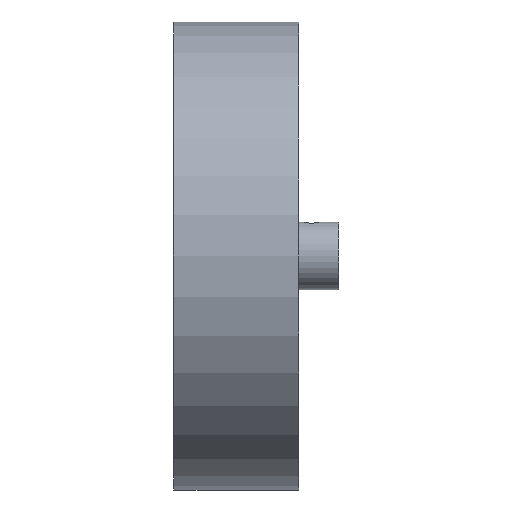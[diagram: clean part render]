
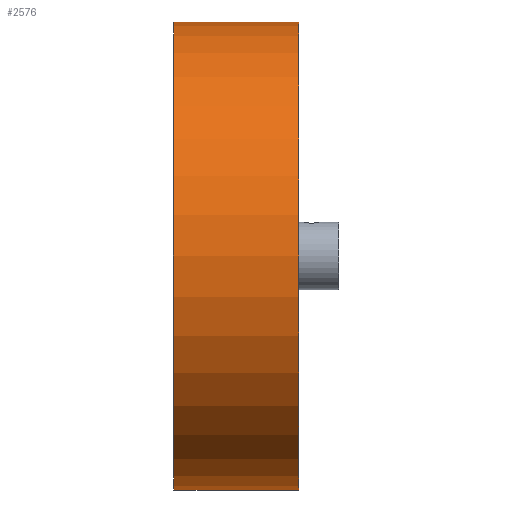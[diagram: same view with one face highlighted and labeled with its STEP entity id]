
A CAD part, left-side view. The second image highlights one B-rep face of the part: STEP entity #2576.
In plain terms, the highlighted cylindrical face has radius 90 mm (diameter 180 mm), a partial arc.
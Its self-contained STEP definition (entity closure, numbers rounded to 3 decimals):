
#379 = EDGE_LOOP ( 'NONE', ( #1008, #2674, #506, #413 ) ) ;
#413 = ORIENTED_EDGE ( 'NONE', *, *, #879, .T. ) ;
#506 = ORIENTED_EDGE ( 'NONE', *, *, #2377, .T. ) ;
#519 = FACE_OUTER_BOUND ( 'NONE', #379, .T. ) ;
#538 = VERTEX_POINT ( 'NONE', #995 ) ;
#800 = VERTEX_POINT ( 'NONE', #1992 ) ;
#879 = EDGE_CURVE ( 'NONE', #1143, #800, #2929, .T. ) ;
#908 = EDGE_CURVE ( 'NONE', #2060, #800, #3536, .T. ) ;
#946 = CARTESIAN_POINT ( 'NONE',  ( 0., 48., 0. ) ) ;
#995 = CARTESIAN_POINT ( 'NONE',  ( 0., 48., -90. ) ) ;
#997 = EDGE_CURVE ( 'NONE', #538, #2060, #1740, .T. ) ;
#1008 = ORIENTED_EDGE ( 'NONE', *, *, #908, .F. ) ;
#1133 = DIRECTION ( 'NONE',  ( 0., -1., 0. ) ) ;
#1143 = VERTEX_POINT ( 'NONE', #2139 ) ;
#1245 = DIRECTION ( 'NONE',  ( 0., 1., 0. ) ) ;
#1281 = AXIS2_PLACEMENT_3D ( 'NONE', #1420, #2514, #2784 ) ;
#1419 = CARTESIAN_POINT ( 'NONE',  ( 0., 48., -90. ) ) ;
#1420 = CARTESIAN_POINT ( 'NONE',  ( 0., 0., 0. ) ) ;
#1514 = CARTESIAN_POINT ( 'NONE',  ( 0., 48., 90. ) ) ;
#1740 = CIRCLE ( 'NONE', #3484, 90. ) ;
#1796 = DIRECTION ( 'NONE',  ( 0., 0., 1. ) ) ;
#1992 = CARTESIAN_POINT ( 'NONE',  ( 0., 0., 90. ) ) ;
#2018 = CARTESIAN_POINT ( 'NONE',  ( 0., 48., 90. ) ) ;
#2028 = DIRECTION ( 'NONE',  ( 0., -1., 0. ) ) ;
#2060 = VERTEX_POINT ( 'NONE', #1514 ) ;
#2070 = VECTOR ( 'NONE', #2028, 1000. ) ;
#2139 = CARTESIAN_POINT ( 'NONE',  ( 0., 0., -90. ) ) ;
#2293 = CARTESIAN_POINT ( 'NONE',  ( 0., 48., 0. ) ) ;
#2303 = VECTOR ( 'NONE', #1133, 1000. ) ;
#2377 = EDGE_CURVE ( 'NONE', #538, #1143, #2740, .T. ) ;
#2514 = DIRECTION ( 'NONE',  ( 0., 1., 0. ) ) ;
#2576 = ADVANCED_FACE ( 'NONE', ( #519 ), #3159, .T. ) ;
#2644 = AXIS2_PLACEMENT_3D ( 'NONE', #946, #2838, #3122 ) ;
#2674 = ORIENTED_EDGE ( 'NONE', *, *, #997, .F. ) ;
#2740 = LINE ( 'NONE', #1419, #2303 ) ;
#2784 = DIRECTION ( 'NONE',  ( 0., 0., 1. ) ) ;
#2838 = DIRECTION ( 'NONE',  ( 0., -1., 0. ) ) ;
#2929 = CIRCLE ( 'NONE', #1281, 90. ) ;
#3122 = DIRECTION ( 'NONE',  ( 0., 0., -1. ) ) ;
#3159 = CYLINDRICAL_SURFACE ( 'NONE', #2644, 90. ) ;
#3484 = AXIS2_PLACEMENT_3D ( 'NONE', #2293, #1245, #1796 ) ;
#3536 = LINE ( 'NONE', #2018, #2070 ) ;
